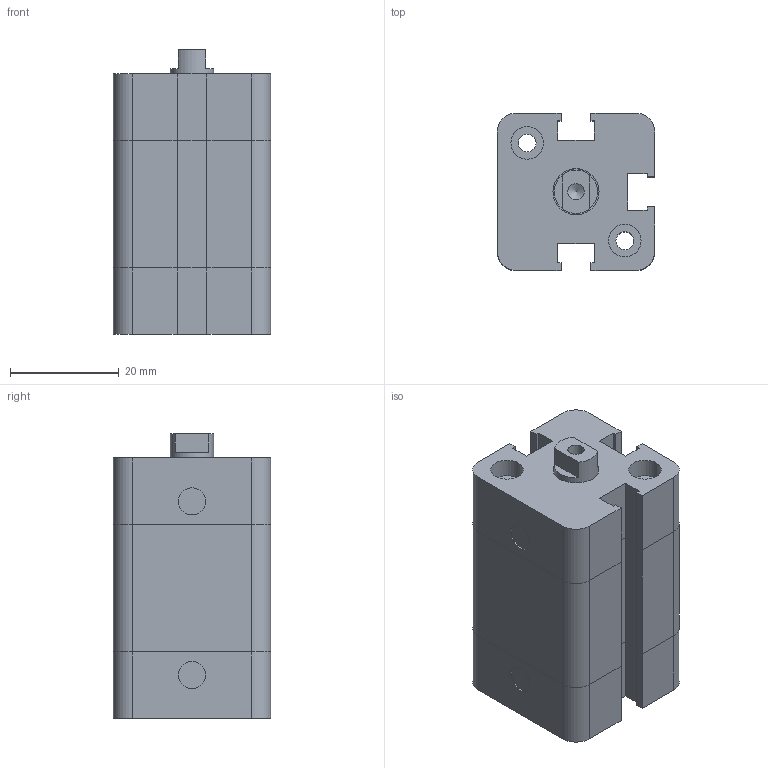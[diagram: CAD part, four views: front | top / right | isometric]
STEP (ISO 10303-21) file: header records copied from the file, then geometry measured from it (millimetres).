
FILE_DESCRIPTION(/* description */ (''),/* implementation_level */ '2;1');
FILE_NAME(/* name */ 'nxd_12-10.stp',/* time_stamp */ '2017-01-17T11:25:20+01:00',/* author */ ('hamoud'),/* organization */ (''),/* preprocessor_version */ 'ST-DEVELOPER v15.6',/* originating_system */ 'Autodesk Inventor LT ',/* authorisation */ '');
FILE_SCHEMA (('AUTOMOTIVE_DESIGN { 1 0 10303 214 3 1 1 }'));
Length unit declared in the file: millimetre
Products named in the file (1): NXD-012-010-210-Airtec
Bounding box: 29 x 29 x 52.5 mm (x, y, z)
Volume: 34381.8 mm3; surface area: 13715.7 mm2
Topology: 4 solids, 4 shells, 132 faces, 351 edges, 234 vertices
Faces by surface type: plane 103, cylinder 28, cone 1
Full cylindrical faces by diameter (mm): 3 x1, 3.3 x4, 4 x2, 5 x2, 6 x5, 8 x1, 8.5 x1
Entity records: 4011 total; most frequent: CARTESIAN_POINT 695, ORIENTED_EDGE 662, DIRECTION 656, EDGE_CURVE 331, LINE 272, VECTOR 272, VERTEX_POINT 231, AXIS2_PLACEMENT_3D 192
